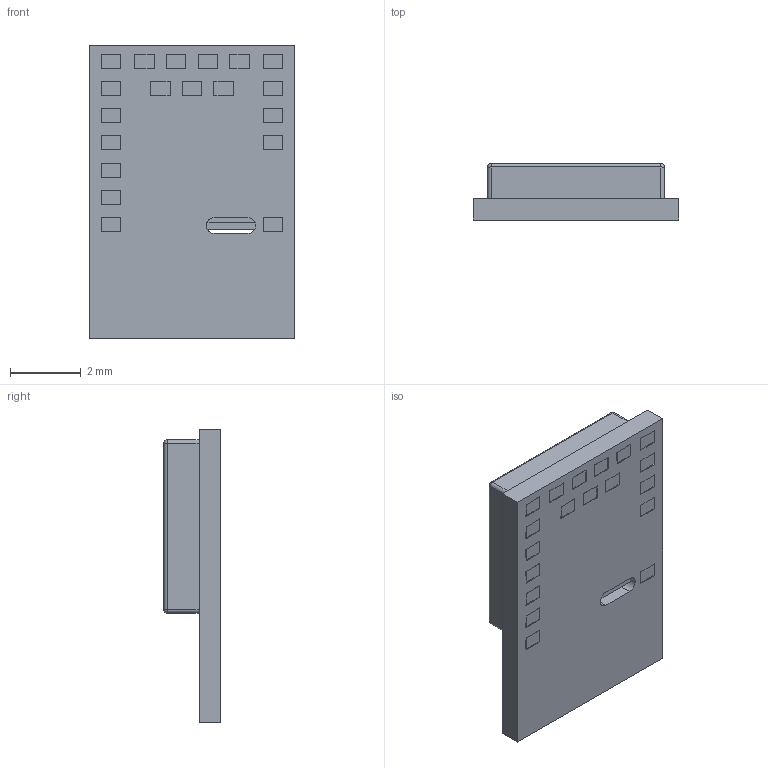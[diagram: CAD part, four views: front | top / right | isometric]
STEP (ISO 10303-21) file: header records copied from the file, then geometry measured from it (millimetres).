
FILE_DESCRIPTION((''),'2;1');
FILE_NAME('PCB','2019-10-30T10:28:18',('jack.wu'),(''),'CREO PARAMETRIC BY PTC INC, 2017380','CREO PARAMETRIC BY PTC INC, 2017380','');
FILE_SCHEMA(('CONFIG_CONTROL_DESIGN'));
Length unit declared in the file: millimetre
Products named in the file (1): PCB
Bounding box: 5.8 x 1.6 x 8.3 mm (x, y, z)
Volume: 36.4 mm3; surface area: 190.9 mm2
Topology: 1 solids, 1 shells, 129 faces, 312 edges, 204 vertices
Faces by surface type: plane 115, cylinder 10, sphere 4
Entity records: 3736 total; most frequent: CARTESIAN_POINT 645, ORIENTED_EDGE 624, DIRECTION 594, EDGE_CURVE 312, VECTOR 288, LINE 288, VERTEX_POINT 204, AXIS2_PLACEMENT_3D 153
